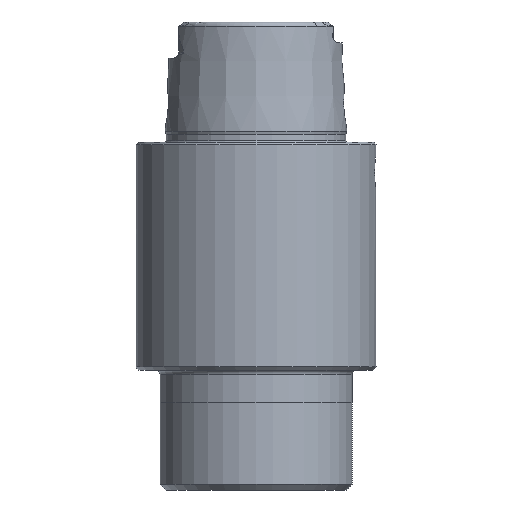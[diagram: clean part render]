
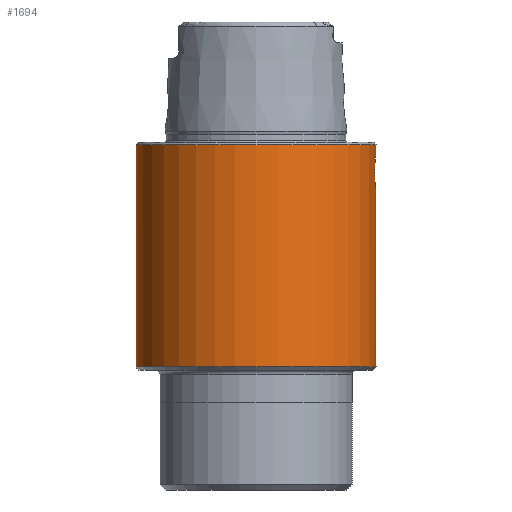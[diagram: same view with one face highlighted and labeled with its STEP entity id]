
A CAD part, left-side view. The second image highlights one B-rep face of the part: STEP entity #1694.
In plain terms, the highlighted cylindrical face has radius 20 mm (diameter 40 mm), a full revolution.
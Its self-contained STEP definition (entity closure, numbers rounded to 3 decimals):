
#70=CYLINDRICAL_SURFACE('',#1825,20.);
#122=B_SPLINE_CURVE_WITH_KNOTS('',3,(#2756,#2757,#2758,#2759,#2760,#2761,
#2762,#2763,#2764,#2765,#2766),.UNSPECIFIED.,.T.,.F.,(1,1,1,1,1,1,1,1,1,
1,1,1,1,1,1),(-0.007,-0.005,-0.002,
0.,0.002,0.005,0.007,0.009,
0.012,0.014,0.016,0.019,
0.021,0.023,0.026),.UNSPECIFIED.);
#123=B_SPLINE_CURVE_WITH_KNOTS('',3,(#2768,#2769,#2770,#2771,#2772,#2773,
#2774,#2775,#2776,#2777,#2778),.UNSPECIFIED.,.T.,.F.,(1,1,1,1,1,1,1,1,1,
1,1,1,1,1,1),(-0.002,-0.002,-0.001,
0.,0.001,0.002,0.002,
0.003,0.004,0.005,0.005,
0.006,0.007,0.008,0.008),
 .UNSPECIFIED.);
#419=ORIENTED_EDGE('',*,*,#630,.T.);
#420=ORIENTED_EDGE('',*,*,#631,.F.);
#421=ORIENTED_EDGE('',*,*,#632,.T.);
#422=ORIENTED_EDGE('',*,*,#633,.T.);
#630=EDGE_CURVE('',#742,#742,#811,.T.);
#631=EDGE_CURVE('',#743,#743,#812,.T.);
#632=EDGE_CURVE('',#744,#744,#122,.T.);
#633=EDGE_CURVE('',#745,#745,#123,.T.);
#742=VERTEX_POINT('',#2753);
#743=VERTEX_POINT('',#2755);
#744=VERTEX_POINT('',#2767);
#745=VERTEX_POINT('',#2779);
#811=CIRCLE('',#1826,20.);
#812=CIRCLE('',#1827,20.);
#901=EDGE_LOOP('',(#419));
#902=EDGE_LOOP('',(#420));
#903=EDGE_LOOP('',(#421));
#904=EDGE_LOOP('',(#422));
#1019=FACE_BOUND('',#901,.T.);
#1020=FACE_BOUND('',#902,.T.);
#1021=FACE_BOUND('',#903,.T.);
#1022=FACE_BOUND('',#904,.T.);
#1694=ADVANCED_FACE('',(#1019,#1020,#1021,#1022),#70,.T.);
#1825=AXIS2_PLACEMENT_3D('',#2751,#2111,#2112);
#1826=AXIS2_PLACEMENT_3D('',#2752,#2113,#2114);
#1827=AXIS2_PLACEMENT_3D('',#2754,#2115,#2116);
#2111=DIRECTION('',(0.,0.,1.));
#2112=DIRECTION('',(1.,0.,0.));
#2113=DIRECTION('',(0.,0.,1.));
#2114=DIRECTION('',(1.,0.,0.));
#2115=DIRECTION('',(0.,0.,1.));
#2116=DIRECTION('',(1.,0.,0.));
#2751=CARTESIAN_POINT('',(0.,0.,60.));
#2752=CARTESIAN_POINT('',(0.,0.,-37.5));
#2753=CARTESIAN_POINT('',(20.,0.,-37.5));
#2754=CARTESIAN_POINT('',(0.,0.,-0.5));
#2755=CARTESIAN_POINT('',(20.,0.,-0.5));
#2756=CARTESIAN_POINT('',(-2.349,-19.888,-7.353));
#2757=CARTESIAN_POINT('',(-3.325,-19.717,-4.999));
#2758=CARTESIAN_POINT('',(-2.35,-19.888,-2.649));
#2759=CARTESIAN_POINT('',(-0.003,-20.056,-1.676));
#2760=CARTESIAN_POINT('',(2.351,-19.888,-2.648));
#2761=CARTESIAN_POINT('',(3.324,-19.717,-4.999));
#2762=CARTESIAN_POINT('',(2.353,-19.887,-7.348));
#2763=CARTESIAN_POINT('',(0.003,-20.056,-8.325));
#2764=CARTESIAN_POINT('',(-2.349,-19.888,-7.353));
#2765=CARTESIAN_POINT('',(-3.325,-19.717,-4.999));
#2766=CARTESIAN_POINT('',(-2.35,-19.888,-2.649));
#2767=CARTESIAN_POINT('',(-3.,-19.774,-5.));
#2768=CARTESIAN_POINT('',(0.287,20.003,-6.927));
#2769=CARTESIAN_POINT('',(-0.546,19.997,-7.045));
#2770=CARTESIAN_POINT('',(-1.025,19.974,-7.723));
#2771=CARTESIAN_POINT('',(-0.926,19.98,-8.538));
#2772=CARTESIAN_POINT('',(-0.287,20.003,-9.073));
#2773=CARTESIAN_POINT('',(0.545,19.997,-8.955));
#2774=CARTESIAN_POINT('',(1.024,19.974,-8.279));
#2775=CARTESIAN_POINT('',(0.926,19.98,-7.462));
#2776=CARTESIAN_POINT('',(0.287,20.003,-6.927));
#2777=CARTESIAN_POINT('',(-0.546,19.997,-7.045));
#2778=CARTESIAN_POINT('',(-1.025,19.974,-7.723));
#2779=CARTESIAN_POINT('',(-0.487,19.994,-7.138));
